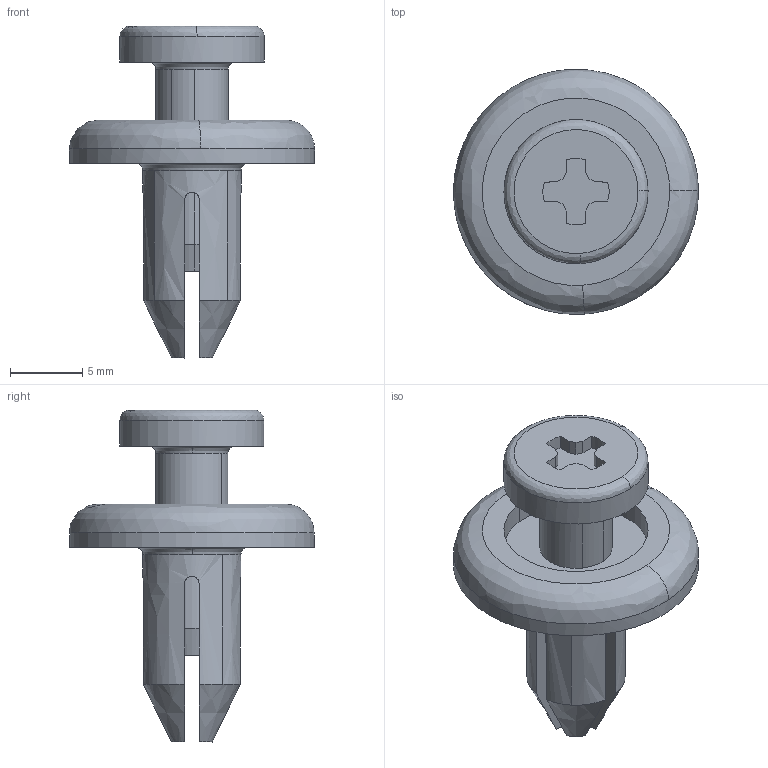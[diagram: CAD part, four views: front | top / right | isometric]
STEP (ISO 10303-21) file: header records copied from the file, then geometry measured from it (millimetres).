
FILE_DESCRIPTION((''),'2;1');
FILE_NAME('','2006-10-06T18:11:52',(''),(''),'','CADfix','');
FILE_SCHEMA(('AUTOMOTIVE_DESIGN'));
Length unit declared in the file: millimetre
Products named in the file (3): pin; grommet; TL_330_7_10754_36
Assembly tree (2 placements, depth 2):
  TL_330_7_10754_36
    pin
    grommet
Bounding box: 17 x 16.97 x 23.03 mm (x, y, z)
Volume: 1150.7 mm3; surface area: 1499.9 mm2
Topology: 2 solids, 2 shells, 73 faces, 227 edges, 161 vertices
Faces by surface type: bspline 73
Entity records: 3093 total; most frequent: CARTESIAN_POINT 1783, ORIENTED_EDGE 454, EDGE_CURVE 227, VERTEX_POINT 161, QUASI_UNIFORM_CURVE 102, EDGE_LOOP 78, FACE_OUTER_BOUND 73, ADVANCED_FACE 73
